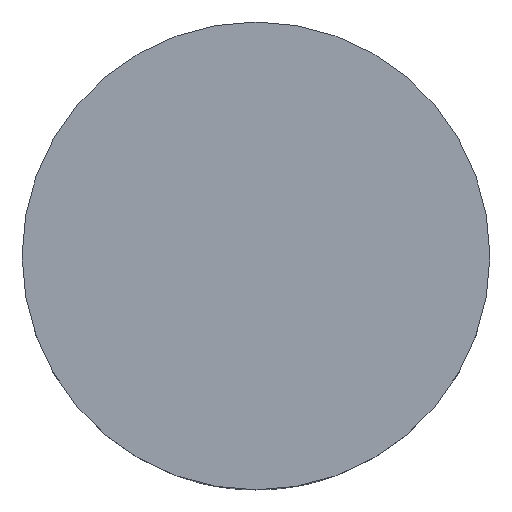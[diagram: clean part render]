
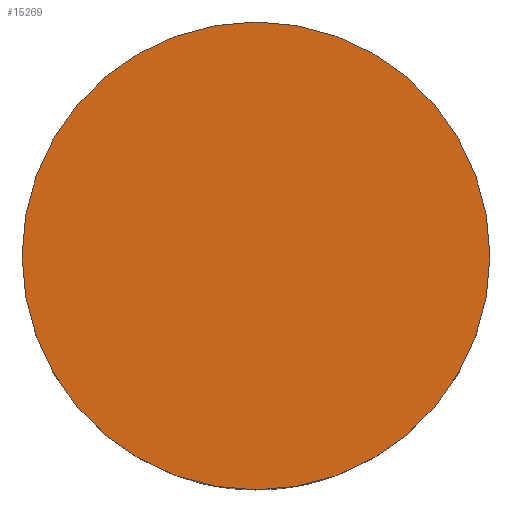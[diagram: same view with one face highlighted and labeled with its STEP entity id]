
A CAD part, top view. The second image highlights one B-rep face of the part: STEP entity #15269.
In plain terms, the highlighted planar face has unit normal (0, 0, 1).
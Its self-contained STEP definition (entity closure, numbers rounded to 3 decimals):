
#769 = DIRECTION ( 'NONE',  ( 0., 0., 1. ) ) ;
#857 = PLANE ( 'NONE',  #6945 ) ;
#959 = CARTESIAN_POINT ( 'NONE',  ( 0., 0., 130. ) ) ;
#1036 = ORIENTED_EDGE ( 'NONE', *, *, #6054, .T. ) ;
#3802 = FACE_OUTER_BOUND ( 'NONE', #16631, .T. ) ;
#4398 = VERTEX_POINT ( 'NONE', #4835 ) ;
#4674 = AXIS2_PLACEMENT_3D ( 'NONE', #5571, #6987, #14538 ) ;
#4835 = CARTESIAN_POINT ( 'NONE',  ( -600., 0., 130. ) ) ;
#4910 = VERTEX_POINT ( 'NONE', #14634 ) ;
#5101 = EDGE_CURVE ( 'NONE', #4398, #4910, #6283, .T. ) ;
#5571 = CARTESIAN_POINT ( 'NONE',  ( 0., 0., 130. ) ) ;
#6054 = EDGE_CURVE ( 'NONE', #4910, #4398, #15408, .T. ) ;
#6283 = CIRCLE ( 'NONE', #4674, 600. ) ;
#6945 = AXIS2_PLACEMENT_3D ( 'NONE', #959, #16335, #8780 ) ;
#6987 = DIRECTION ( 'NONE',  ( 0., 0., 1. ) ) ;
#7943 = ORIENTED_EDGE ( 'NONE', *, *, #5101, .T. ) ;
#8689 = DIRECTION ( 'NONE',  ( 1., 0., 0. ) ) ;
#8780 = DIRECTION ( 'NONE',  ( 1., 0., 0. ) ) ;
#14538 = DIRECTION ( 'NONE',  ( 1., 0., 0. ) ) ;
#14634 = CARTESIAN_POINT ( 'NONE',  ( 600., 0., 130. ) ) ;
#15269 = ADVANCED_FACE ( 'NONE', ( #3802 ), #857, .T. ) ;
#15408 = CIRCLE ( 'NONE', #18639, 600. ) ;
#16335 = DIRECTION ( 'NONE',  ( 0., 0., 1. ) ) ;
#16631 = EDGE_LOOP ( 'NONE', ( #7943, #1036 ) ) ;
#18639 = AXIS2_PLACEMENT_3D ( 'NONE', #19294, #769, #8689 ) ;
#19294 = CARTESIAN_POINT ( 'NONE',  ( 0., 0., 130. ) ) ;
